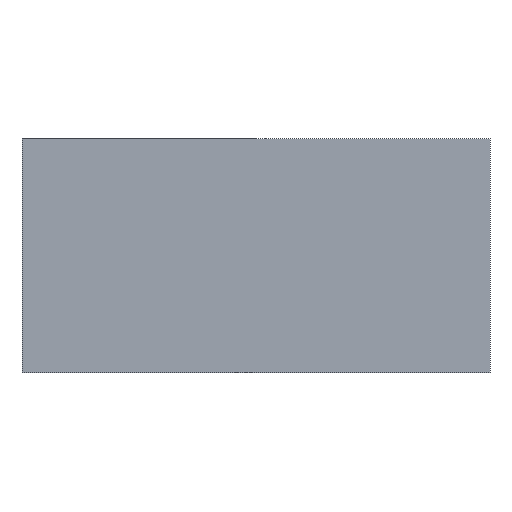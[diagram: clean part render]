
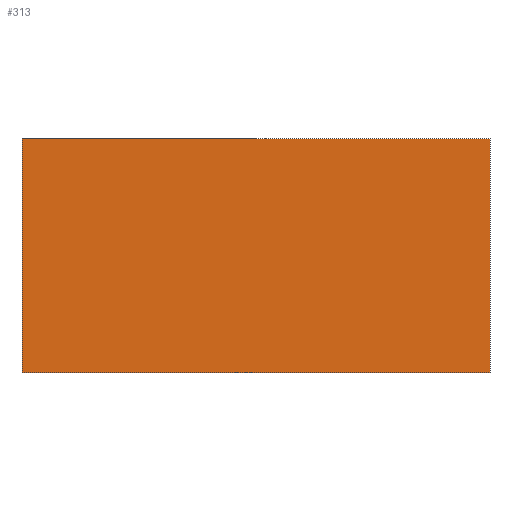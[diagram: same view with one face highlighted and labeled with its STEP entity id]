
A CAD part, left-side view. The second image highlights one B-rep face of the part: STEP entity #313.
In plain terms, the highlighted planar face has unit normal (-1, 0, 0).
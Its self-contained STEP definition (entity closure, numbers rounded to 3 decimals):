
#9 = CARTESIAN_POINT ( 'NONE',  ( -29., -14., 7. ) ) ;
#48 = VERTEX_POINT ( 'NONE', #447 ) ;
#58 = CARTESIAN_POINT ( 'NONE',  ( -29., 14., 7. ) ) ;
#62 = EDGE_CURVE ( 'NONE', #86, #48, #97, .T. ) ;
#70 = VECTOR ( 'NONE', #396, 1000. ) ;
#71 = CARTESIAN_POINT ( 'NONE',  ( -29., 14., -7. ) ) ;
#86 = VERTEX_POINT ( 'NONE', #406 ) ;
#90 = DIRECTION ( 'NONE',  ( 1., 0., 0. ) ) ;
#97 = LINE ( 'NONE', #320, #464 ) ;
#140 = DIRECTION ( 'NONE',  ( 0., -1., 0. ) ) ;
#141 = VECTOR ( 'NONE', #400, 1000. ) ;
#144 = VERTEX_POINT ( 'NONE', #71 ) ;
#155 = FACE_OUTER_BOUND ( 'NONE', #392, .T. ) ;
#160 = ORIENTED_EDGE ( 'NONE', *, *, #62, .F. ) ;
#226 = ORIENTED_EDGE ( 'NONE', *, *, #348, .T. ) ;
#235 = VERTEX_POINT ( 'NONE', #372 ) ;
#293 = LINE ( 'NONE', #449, #70 ) ;
#313 = ADVANCED_FACE ( 'NONE', ( #155 ), #383, .F. ) ;
#320 = CARTESIAN_POINT ( 'NONE',  ( -29., -14., 7. ) ) ;
#331 = LINE ( 'NONE', #490, #436 ) ;
#334 = AXIS2_PLACEMENT_3D ( 'NONE', #9, #90, #388 ) ;
#348 = EDGE_CURVE ( 'NONE', #86, #144, #359, .T. ) ;
#359 = LINE ( 'NONE', #58, #141 ) ;
#372 = CARTESIAN_POINT ( 'NONE',  ( -29., -14., -7. ) ) ;
#383 = PLANE ( 'NONE',  #334 ) ;
#388 = DIRECTION ( 'NONE',  ( 0., 0., -1. ) ) ;
#392 = EDGE_LOOP ( 'NONE', ( #470, #433, #160, #226 ) ) ;
#396 = DIRECTION ( 'NONE',  ( 0., 0., -1. ) ) ;
#400 = DIRECTION ( 'NONE',  ( 0., 0., -1. ) ) ;
#402 = DIRECTION ( 'NONE',  ( 0., -1., 0. ) ) ;
#406 = CARTESIAN_POINT ( 'NONE',  ( -29., 14., 7. ) ) ;
#430 = EDGE_CURVE ( 'NONE', #144, #235, #331, .T. ) ;
#433 = ORIENTED_EDGE ( 'NONE', *, *, #448, .F. ) ;
#436 = VECTOR ( 'NONE', #140, 1000. ) ;
#447 = CARTESIAN_POINT ( 'NONE',  ( -29., -14., 7. ) ) ;
#448 = EDGE_CURVE ( 'NONE', #48, #235, #293, .T. ) ;
#449 = CARTESIAN_POINT ( 'NONE',  ( -29., -14., 7. ) ) ;
#464 = VECTOR ( 'NONE', #402, 1000. ) ;
#470 = ORIENTED_EDGE ( 'NONE', *, *, #430, .T. ) ;
#490 = CARTESIAN_POINT ( 'NONE',  ( -29., -14., -7. ) ) ;
